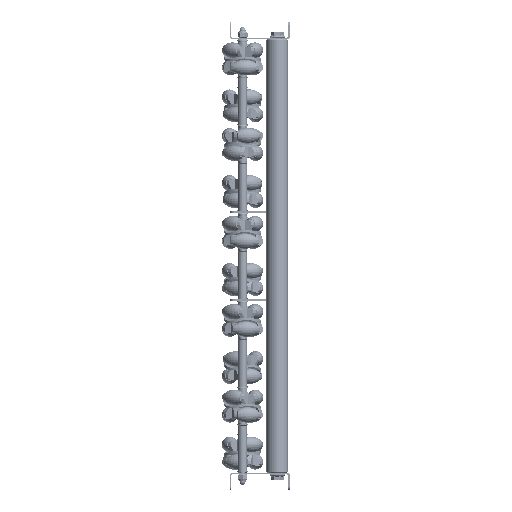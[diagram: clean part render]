
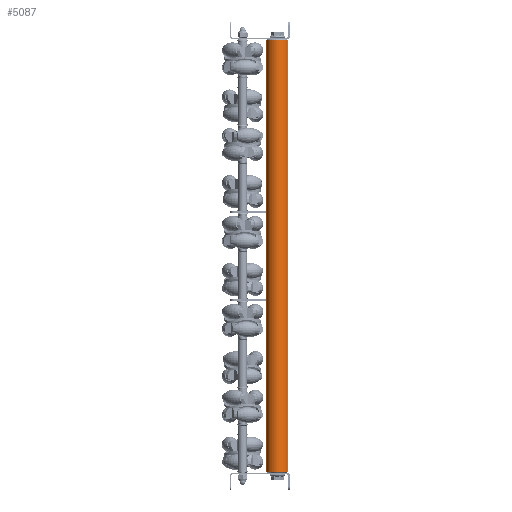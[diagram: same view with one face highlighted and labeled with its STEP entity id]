
A CAD part, left-side view. The second image highlights one B-rep face of the part: STEP entity #5087.
In plain terms, the highlighted cylindrical face has radius 12.5 mm (diameter 25 mm), a partial arc.
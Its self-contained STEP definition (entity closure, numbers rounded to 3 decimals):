
#256 = ORIENTED_EDGE ( 'NONE', *, *, #1830, .T. ) ;
#678 = ORIENTED_EDGE ( 'NONE', *, *, #6625, .T. ) ;
#1225 = CARTESIAN_POINT ( 'NONE',  ( 499., 0., -12.5 ) ) ;
#1239 = LINE ( 'NONE', #5575, #11431 ) ;
#1547 = DIRECTION ( 'NONE',  ( -1., 0., 0. ) ) ;
#1830 = EDGE_CURVE ( 'NONE', #16124, #17393, #1239, .T. ) ;
#1983 = CARTESIAN_POINT ( 'NONE',  ( 1., 0., 0. ) ) ;
#2810 = EDGE_CURVE ( 'NONE', #13494, #13539, #2868, .T. ) ;
#2825 = CARTESIAN_POINT ( 'NONE',  ( 499., 0., 0. ) ) ;
#2868 = LINE ( 'NONE', #7063, #4125 ) ;
#3981 = DIRECTION ( 'NONE',  ( -1., 0., 0. ) ) ;
#4125 = VECTOR ( 'NONE', #1547, 1000. ) ;
#4829 = AXIS2_PLACEMENT_3D ( 'NONE', #17885, #6469, #14843 ) ;
#5087 = ADVANCED_FACE ( 'NONE', ( #13415 ), #17983, .T. ) ;
#5369 = ORIENTED_EDGE ( 'NONE', *, *, #2810, .F. ) ;
#5575 = CARTESIAN_POINT ( 'NONE',  ( 500., 0., 12.5 ) ) ;
#6374 = EDGE_CURVE ( 'NONE', #17393, #13539, #11259, .T. ) ;
#6469 = DIRECTION ( 'NONE',  ( -1., 0., 0. ) ) ;
#6625 = EDGE_CURVE ( 'NONE', #13494, #16124, #12180, .T. ) ;
#7063 = CARTESIAN_POINT ( 'NONE',  ( 500., 0., -12.5 ) ) ;
#8178 = DIRECTION ( 'NONE',  ( -1., 0., 0. ) ) ;
#8819 = AXIS2_PLACEMENT_3D ( 'NONE', #1983, #10273, #17757 ) ;
#8834 = AXIS2_PLACEMENT_3D ( 'NONE', #2825, #3981, #12730 ) ;
#8934 = EDGE_LOOP ( 'NONE', ( #5369, #678, #256, #15596 ) ) ;
#9157 = CARTESIAN_POINT ( 'NONE',  ( 1., 0., 12.5 ) ) ;
#10273 = DIRECTION ( 'NONE',  ( 1., 0., 0. ) ) ;
#11259 = CIRCLE ( 'NONE', #8819, 12.5 ) ;
#11431 = VECTOR ( 'NONE', #8178, 1000. ) ;
#12180 = CIRCLE ( 'NONE', #8834, 12.5 ) ;
#12730 = DIRECTION ( 'NONE',  ( 0., 0., -1. ) ) ;
#13415 = FACE_OUTER_BOUND ( 'NONE', #8934, .T. ) ;
#13494 = VERTEX_POINT ( 'NONE', #1225 ) ;
#13539 = VERTEX_POINT ( 'NONE', #15742 ) ;
#13927 = CARTESIAN_POINT ( 'NONE',  ( 499., 0., 12.5 ) ) ;
#14843 = DIRECTION ( 'NONE',  ( 0., 0., 1. ) ) ;
#15596 = ORIENTED_EDGE ( 'NONE', *, *, #6374, .T. ) ;
#15742 = CARTESIAN_POINT ( 'NONE',  ( 1., 0., -12.5 ) ) ;
#16124 = VERTEX_POINT ( 'NONE', #13927 ) ;
#17393 = VERTEX_POINT ( 'NONE', #9157 ) ;
#17757 = DIRECTION ( 'NONE',  ( 0., 0., -1. ) ) ;
#17885 = CARTESIAN_POINT ( 'NONE',  ( 500., 0., 0. ) ) ;
#17983 = CYLINDRICAL_SURFACE ( 'NONE', #4829, 12.5 ) ;
